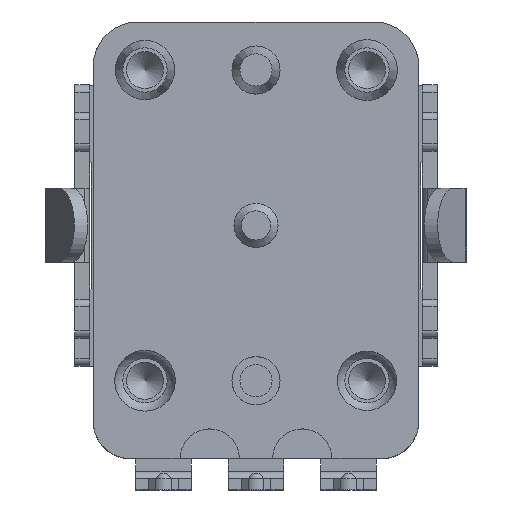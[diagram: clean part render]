
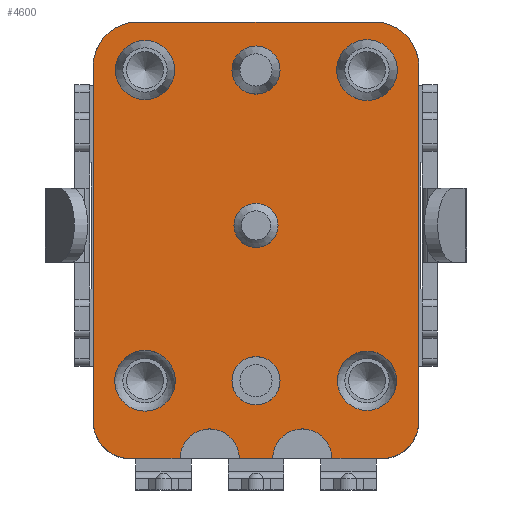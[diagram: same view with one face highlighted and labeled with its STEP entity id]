
A CAD part, top view. The second image highlights one B-rep face of the part: STEP entity #4600.
In plain terms, the highlighted planar face has unit normal (0, 0, 1).
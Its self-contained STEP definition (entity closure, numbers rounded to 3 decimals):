
#21=FACE_BOUND('',#550,.T.);
#22=FACE_BOUND('',#551,.T.);
#23=FACE_BOUND('',#552,.T.);
#24=FACE_BOUND('',#553,.T.);
#25=FACE_BOUND('',#554,.T.);
#26=FACE_BOUND('',#555,.T.);
#27=FACE_BOUND('',#556,.T.);
#48=PLANE('',#4961);
#286=FACE_OUTER_BOUND('',#549,.T.);
#549=EDGE_LOOP('',(#3162,#3163,#3164,#3165,#3166,#3167,#3168,#3169,#3170,
#3171,#3172,#3173));
#550=EDGE_LOOP('',(#3174,#3175));
#551=EDGE_LOOP('',(#3176,#3177));
#552=EDGE_LOOP('',(#3178,#3179));
#553=EDGE_LOOP('',(#3180,#3181));
#554=EDGE_LOOP('',(#3182,#3183));
#555=EDGE_LOOP('',(#3184,#3185));
#556=EDGE_LOOP('',(#3186,#3187));
#847=LINE('',#6924,#1319);
#851=LINE('',#6932,#1323);
#857=LINE('',#6942,#1329);
#871=LINE('',#6973,#1343);
#872=LINE('',#6977,#1344);
#873=LINE('',#6981,#1345);
#1319=VECTOR('',#5575,1000.);
#1323=VECTOR('',#5579,1000.);
#1329=VECTOR('',#5585,1000.);
#1343=VECTOR('',#5605,1000.);
#1344=VECTOR('',#5608,1000.);
#1345=VECTOR('',#5611,1000.);
#1749=CIRCLE('',#4856,0.595);
#1750=CIRCLE('',#4857,0.595);
#1777=CIRCLE('',#4895,0.65);
#1778=CIRCLE('',#4896,0.65);
#1783=CIRCLE('',#4903,0.8);
#1784=CIRCLE('',#4904,0.8);
#1788=CIRCLE('',#4911,0.82);
#1791=CIRCLE('',#4914,0.82);
#1797=CIRCLE('',#4923,0.65);
#1798=CIRCLE('',#4924,0.65);
#1803=CIRCLE('',#4931,0.8);
#1804=CIRCLE('',#4932,0.8);
#1808=CIRCLE('',#4939,0.82);
#1811=CIRCLE('',#4942,0.82);
#1823=CIRCLE('',#4962,0.8);
#1824=CIRCLE('',#4963,1.);
#1825=CIRCLE('',#4964,1.2);
#1826=CIRCLE('',#4965,1.2);
#1827=CIRCLE('',#4966,1.);
#1828=CIRCLE('',#4967,0.8);
#1928=VERTEX_POINT('',#6661);
#1929=VERTEX_POINT('',#6662);
#1961=VERTEX_POINT('',#6754);
#1962=VERTEX_POINT('',#6756);
#1967=VERTEX_POINT('',#6770);
#1968=VERTEX_POINT('',#6772);
#1973=VERTEX_POINT('',#6787);
#1974=VERTEX_POINT('',#6788);
#1983=VERTEX_POINT('',#6812);
#1984=VERTEX_POINT('',#6814);
#1989=VERTEX_POINT('',#6828);
#1990=VERTEX_POINT('',#6830);
#1995=VERTEX_POINT('',#6845);
#1996=VERTEX_POINT('',#6846);
#2029=VERTEX_POINT('',#6921);
#2030=VERTEX_POINT('',#6923);
#2033=VERTEX_POINT('',#6929);
#2034=VERTEX_POINT('',#6931);
#2037=VERTEX_POINT('',#6939);
#2038=VERTEX_POINT('',#6941);
#2051=VERTEX_POINT('',#6970);
#2052=VERTEX_POINT('',#6972);
#2053=VERTEX_POINT('',#6974);
#2054=VERTEX_POINT('',#6976);
#2055=VERTEX_POINT('',#6978);
#2056=VERTEX_POINT('',#6980);
#2336=EDGE_CURVE('',#1928,#1929,#1749,.T.);
#2337=EDGE_CURVE('',#1929,#1928,#1750,.T.);
#2376=EDGE_CURVE('',#1961,#1962,#1777,.T.);
#2377=EDGE_CURVE('',#1962,#1961,#1778,.T.);
#2384=EDGE_CURVE('',#1967,#1968,#1783,.T.);
#2385=EDGE_CURVE('',#1968,#1967,#1784,.T.);
#2391=EDGE_CURVE('',#1973,#1974,#1788,.T.);
#2395=EDGE_CURVE('',#1974,#1973,#1791,.T.);
#2404=EDGE_CURVE('',#1983,#1984,#1797,.T.);
#2405=EDGE_CURVE('',#1984,#1983,#1798,.T.);
#2412=EDGE_CURVE('',#1989,#1990,#1803,.T.);
#2413=EDGE_CURVE('',#1990,#1989,#1804,.T.);
#2419=EDGE_CURVE('',#1995,#1996,#1808,.T.);
#2423=EDGE_CURVE('',#1996,#1995,#1811,.T.);
#2455=EDGE_CURVE('',#2030,#2029,#847,.T.);
#2459=EDGE_CURVE('',#2034,#2033,#851,.T.);
#2465=EDGE_CURVE('',#2038,#2037,#857,.T.);
#2479=EDGE_CURVE('',#2038,#2029,#1823,.T.);
#2480=EDGE_CURVE('',#2037,#2051,#1824,.T.);
#2481=EDGE_CURVE('',#2051,#2052,#871,.T.);
#2482=EDGE_CURVE('',#2052,#2053,#1825,.T.);
#2483=EDGE_CURVE('',#2053,#2054,#872,.T.);
#2484=EDGE_CURVE('',#2054,#2055,#1826,.T.);
#2485=EDGE_CURVE('',#2055,#2056,#873,.T.);
#2486=EDGE_CURVE('',#2056,#2034,#1827,.T.);
#2487=EDGE_CURVE('',#2030,#2033,#1828,.T.);
#3162=ORIENTED_EDGE('',*,*,#2479,.F.);
#3163=ORIENTED_EDGE('',*,*,#2465,.T.);
#3164=ORIENTED_EDGE('',*,*,#2480,.T.);
#3165=ORIENTED_EDGE('',*,*,#2481,.T.);
#3166=ORIENTED_EDGE('',*,*,#2482,.T.);
#3167=ORIENTED_EDGE('',*,*,#2483,.T.);
#3168=ORIENTED_EDGE('',*,*,#2484,.T.);
#3169=ORIENTED_EDGE('',*,*,#2485,.T.);
#3170=ORIENTED_EDGE('',*,*,#2486,.T.);
#3171=ORIENTED_EDGE('',*,*,#2459,.T.);
#3172=ORIENTED_EDGE('',*,*,#2487,.F.);
#3173=ORIENTED_EDGE('',*,*,#2455,.T.);
#3174=ORIENTED_EDGE('',*,*,#2385,.F.);
#3175=ORIENTED_EDGE('',*,*,#2384,.F.);
#3176=ORIENTED_EDGE('',*,*,#2377,.F.);
#3177=ORIENTED_EDGE('',*,*,#2376,.F.);
#3178=ORIENTED_EDGE('',*,*,#2391,.F.);
#3179=ORIENTED_EDGE('',*,*,#2395,.F.);
#3180=ORIENTED_EDGE('',*,*,#2413,.F.);
#3181=ORIENTED_EDGE('',*,*,#2412,.F.);
#3182=ORIENTED_EDGE('',*,*,#2405,.F.);
#3183=ORIENTED_EDGE('',*,*,#2404,.F.);
#3184=ORIENTED_EDGE('',*,*,#2419,.F.);
#3185=ORIENTED_EDGE('',*,*,#2423,.F.);
#3186=ORIENTED_EDGE('',*,*,#2336,.T.);
#3187=ORIENTED_EDGE('',*,*,#2337,.T.);
#4600=ADVANCED_FACE('',(#286,#21,#22,#23,#24,#25,#26,#27),#48,.T.);
#4856=AXIS2_PLACEMENT_3D('',#6663,#5322,#5323);
#4857=AXIS2_PLACEMENT_3D('',#6664,#5324,#5325);
#4895=AXIS2_PLACEMENT_3D('',#6757,#5410,#5411);
#4896=AXIS2_PLACEMENT_3D('',#6758,#5412,#5413);
#4903=AXIS2_PLACEMENT_3D('',#6773,#5428,#5429);
#4904=AXIS2_PLACEMENT_3D('',#6774,#5430,#5431);
#4911=AXIS2_PLACEMENT_3D('',#6789,#5446,#5447);
#4914=AXIS2_PLACEMENT_3D('',#6795,#5453,#5454);
#4923=AXIS2_PLACEMENT_3D('',#6815,#5474,#5475);
#4924=AXIS2_PLACEMENT_3D('',#6816,#5476,#5477);
#4931=AXIS2_PLACEMENT_3D('',#6831,#5492,#5493);
#4932=AXIS2_PLACEMENT_3D('',#6832,#5494,#5495);
#4939=AXIS2_PLACEMENT_3D('',#6847,#5510,#5511);
#4942=AXIS2_PLACEMENT_3D('',#6853,#5517,#5518);
#4961=AXIS2_PLACEMENT_3D('',#6968,#5599,#5600);
#4962=AXIS2_PLACEMENT_3D('',#6969,#5601,#5602);
#4963=AXIS2_PLACEMENT_3D('',#6971,#5603,#5604);
#4964=AXIS2_PLACEMENT_3D('',#6975,#5606,#5607);
#4965=AXIS2_PLACEMENT_3D('',#6979,#5609,#5610);
#4966=AXIS2_PLACEMENT_3D('',#6982,#5612,#5613);
#4967=AXIS2_PLACEMENT_3D('',#6983,#5614,#5615);
#5322=DIRECTION('center_axis',(0.,0.,
-1.));
#5323=DIRECTION('ref_axis',(1.,0.,0.));
#5324=DIRECTION('center_axis',(0.,0.,
-1.));
#5325=DIRECTION('ref_axis',(1.,0.,0.));
#5410=DIRECTION('center_axis',(0.,0.,1.));
#5411=DIRECTION('ref_axis',(-1.,0.,0.));
#5412=DIRECTION('center_axis',(0.,0.,1.));
#5413=DIRECTION('ref_axis',(-1.,0.,0.));
#5428=DIRECTION('center_axis',(0.,0.,
1.));
#5429=DIRECTION('ref_axis',(-1.,0.,0.));
#5430=DIRECTION('center_axis',(0.,0.,
1.));
#5431=DIRECTION('ref_axis',(-1.,0.,0.));
#5446=DIRECTION('center_axis',(0.,0.,1.));
#5447=DIRECTION('ref_axis',(1.,0.,0.));
#5453=DIRECTION('center_axis',(0.,0.,1.));
#5454=DIRECTION('ref_axis',(1.,0.,0.));
#5474=DIRECTION('center_axis',(0.,0.,1.));
#5475=DIRECTION('ref_axis',(1.,0.,0.));
#5476=DIRECTION('center_axis',(0.,0.,1.));
#5477=DIRECTION('ref_axis',(1.,0.,0.));
#5492=DIRECTION('center_axis',(0.,0.,1.));
#5493=DIRECTION('ref_axis',(1.,0.,0.));
#5494=DIRECTION('center_axis',(0.,0.,1.));
#5495=DIRECTION('ref_axis',(1.,0.,0.));
#5510=DIRECTION('center_axis',(0.,0.,1.));
#5511=DIRECTION('ref_axis',(1.,0.,0.));
#5517=DIRECTION('center_axis',(0.,0.,1.));
#5518=DIRECTION('ref_axis',(1.,0.,0.));
#5575=DIRECTION('',(1.,0.,0.));
#5579=DIRECTION('',(1.,0.,0.));
#5585=DIRECTION('',(1.,0.,0.));
#5599=DIRECTION('center_axis',(0.,0.,1.));
#5600=DIRECTION('ref_axis',(1.,0.,0.));
#5601=DIRECTION('center_axis',(0.,0.,1.));
#5602=DIRECTION('ref_axis',(-1.,0.,0.));
#5603=DIRECTION('center_axis',(0.,0.,1.));
#5604=DIRECTION('ref_axis',(1.,0.,0.));
#5605=DIRECTION('',(0.,1.,0.));
#5606=DIRECTION('center_axis',(0.,0.,1.));
#5607=DIRECTION('ref_axis',(-1.,0.,0.));
#5608=DIRECTION('',(-1.,0.,0.));
#5609=DIRECTION('center_axis',(0.,0.,1.));
#5610=DIRECTION('ref_axis',(1.,0.,0.));
#5611=DIRECTION('',(0.,-1.,0.));
#5612=DIRECTION('center_axis',(0.,0.,1.));
#5613=DIRECTION('ref_axis',(1.,0.,0.));
#5614=DIRECTION('center_axis',(0.,0.,1.));
#5615=DIRECTION('ref_axis',(-1.,0.,0.));
#6661=CARTESIAN_POINT('',(0.595,0.,4.48));
#6662=CARTESIAN_POINT('',(-0.595,0.,4.48));
#6663=CARTESIAN_POINT('Origin',(0.,0.,
4.48));
#6664=CARTESIAN_POINT('Origin',(0.,0.,
4.48));
#6754=CARTESIAN_POINT('',(0.65,-4.2,4.48));
#6756=CARTESIAN_POINT('',(-0.65,-4.2,4.48));
#6757=CARTESIAN_POINT('Origin',(0.,-4.2,4.48));
#6758=CARTESIAN_POINT('Origin',(0.,-4.2,4.48));
#6770=CARTESIAN_POINT('',(3.8,-4.2,4.48));
#6772=CARTESIAN_POINT('',(2.2,-4.2,4.48));
#6773=CARTESIAN_POINT('Origin',(3.,-4.2,4.48));
#6774=CARTESIAN_POINT('Origin',(3.,-4.2,4.48));
#6787=CARTESIAN_POINT('',(-2.18,-4.2,4.48));
#6788=CARTESIAN_POINT('',(-3.82,-4.2,4.48));
#6789=CARTESIAN_POINT('Origin',(-3.,-4.2,4.48));
#6795=CARTESIAN_POINT('Origin',(-3.,-4.2,4.48));
#6812=CARTESIAN_POINT('',(-0.65,4.2,4.48));
#6814=CARTESIAN_POINT('',(0.65,4.2,4.48));
#6815=CARTESIAN_POINT('Origin',(0.,4.2,4.48));
#6816=CARTESIAN_POINT('Origin',(0.,4.2,4.48));
#6828=CARTESIAN_POINT('',(-3.8,4.2,4.48));
#6830=CARTESIAN_POINT('',(-2.2,4.2,4.48));
#6831=CARTESIAN_POINT('Origin',(-3.,4.2,4.48));
#6832=CARTESIAN_POINT('Origin',(-3.,4.2,4.48));
#6845=CARTESIAN_POINT('',(2.18,4.2,4.48));
#6846=CARTESIAN_POINT('',(3.82,4.2,4.48));
#6847=CARTESIAN_POINT('Origin',(3.,4.2,4.48));
#6853=CARTESIAN_POINT('Origin',(3.,4.2,4.48));
#6921=CARTESIAN_POINT('',(0.45,-6.3,4.48));
#6923=CARTESIAN_POINT('',(-0.45,-6.3,4.48));
#6924=CARTESIAN_POINT('',(-3.4,-6.3,4.48));
#6929=CARTESIAN_POINT('',(-2.05,-6.3,4.48));
#6931=CARTESIAN_POINT('',(-3.4,-6.3,4.48));
#6932=CARTESIAN_POINT('',(-3.4,-6.3,4.48));
#6939=CARTESIAN_POINT('',(3.4,-6.3,4.48));
#6941=CARTESIAN_POINT('',(2.05,-6.3,4.48));
#6942=CARTESIAN_POINT('',(-3.4,-6.3,4.48));
#6968=CARTESIAN_POINT('Origin',(-3.2,4.3,4.48));
#6969=CARTESIAN_POINT('Origin',(1.25,-6.3,4.48));
#6970=CARTESIAN_POINT('',(4.4,-5.3,4.48));
#6971=CARTESIAN_POINT('Origin',(3.4,-5.3,4.48));
#6972=CARTESIAN_POINT('',(4.4,4.3,4.48));
#6973=CARTESIAN_POINT('',(4.4,4.3,4.48));
#6974=CARTESIAN_POINT('',(3.2,5.5,4.48));
#6975=CARTESIAN_POINT('Origin',(3.2,4.3,4.48));
#6976=CARTESIAN_POINT('',(-3.2,5.5,4.48));
#6977=CARTESIAN_POINT('',(-3.2,5.5,4.48));
#6978=CARTESIAN_POINT('',(-4.4,4.3,4.48));
#6979=CARTESIAN_POINT('Origin',(-3.2,4.3,4.48));
#6980=CARTESIAN_POINT('',(-4.4,-5.3,4.48));
#6981=CARTESIAN_POINT('',(-4.4,4.3,4.48));
#6982=CARTESIAN_POINT('Origin',(-3.4,-5.3,4.48));
#6983=CARTESIAN_POINT('Origin',(-1.25,-6.3,4.48));
